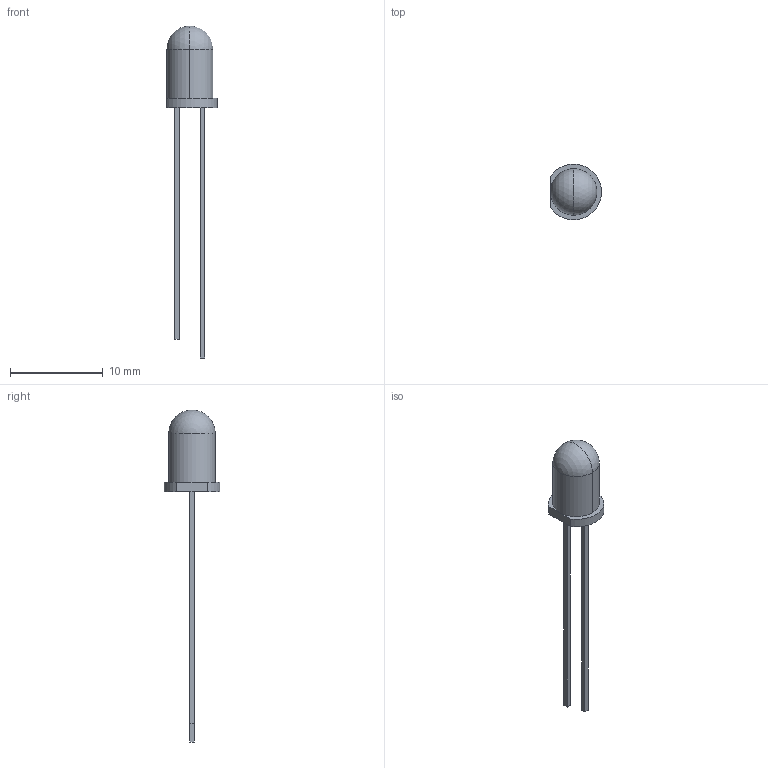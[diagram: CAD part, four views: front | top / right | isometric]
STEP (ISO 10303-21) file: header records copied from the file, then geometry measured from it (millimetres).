
FILE_DESCRIPTION (( 'STEP AP214' ), '1' );
FILE_NAME ('LEDYELLOW 5mm.STEP', '2021-10-22T22:58:17', ( '' ), ( '' ), 'SwSTEP 2.0', 'SolidWorks 2020', '' );
FILE_SCHEMA (( 'AUTOMOTIVE_DESIGN' ));
Length unit declared in the file: millimetre
Products named in the file (1): LEDYELLOW 5mm
Bounding box: 5.5 x 6 x 35.8 mm (x, y, z)
Volume: 175.9 mm3; surface area: 328.3 mm2
Topology: 3 solids, 3 shells, 45 faces, 110 edges, 72 vertices
Faces by surface type: plane 36, cylinder 5, sphere 4
Entity records: 1333 total; most frequent: CARTESIAN_POINT 222, DIRECTION 215, ORIENTED_EDGE 212, EDGE_CURVE 106, LINE 89, VECTOR 89, VERTEX_POINT 70, AXIS2_PLACEMENT_3D 63
